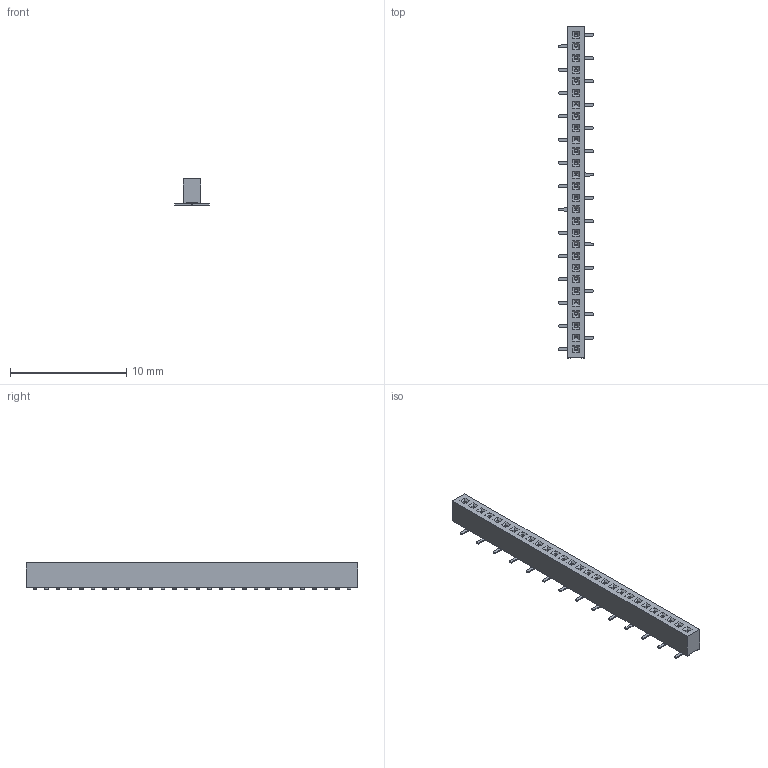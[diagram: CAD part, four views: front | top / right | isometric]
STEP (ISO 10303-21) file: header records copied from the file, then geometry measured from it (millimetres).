
FILE_DESCRIPTION(/* description */ ('model of PinSocket_1x28_P1.00mm_Vertical_SMD_Pin1Right'),/* implementation_level */ '2;1');
FILE_NAME(/* name */ 'PinSocket_1x28_P1.00mm_Vertical_SMD_Pin1Right.step',/* time_stamp */ '1970-01-01T00:00:00',/* author */ ('KiCAD','kicad'),/* organization */ ('OCCT'),/* preprocessor_version */ '',/* originating_system */ 'KiCAD',/* authorisation */ '');
FILE_SCHEMA(('AUTOMOTIVE_DESIGN { 1 0 10303 214 1 1 1 1 }'));
Length unit declared in the file: millimetre
Products named in the file (1): PinSocket_1x28_P1.00mm_Vertical_SMD_Pin1Right
Bounding box: 2.95 x 28.5 x 2.25 mm (x, y, z)
Volume: 83.7 mm3; surface area: 308.2 mm2
Topology: 1 solids, 1 shells, 850 faces, 2152 edges, 1360 vertices
Faces by surface type: plane 766, cylinder 84
Entity records: 16304 total; most frequent: ORIENTED_EDGE 3228, EDGE_CURVE 2152, CARTESIAN_POINT 2068, LINE 1870, VERTEX_POINT 1360, FACE_BOUND 906, EDGE_LOOP 906, AXIS2_PLACEMENT_3D 878
